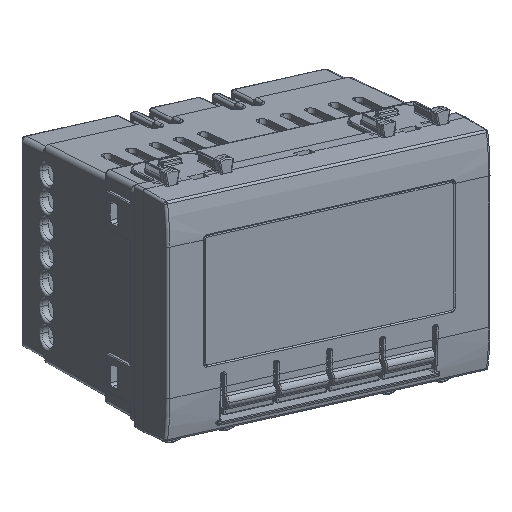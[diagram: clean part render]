
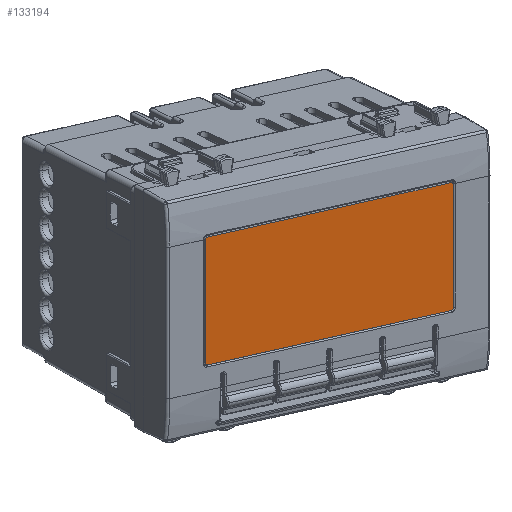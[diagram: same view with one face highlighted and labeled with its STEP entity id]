
A CAD part, top view. The second image highlights one B-rep face of the part: STEP entity #133194.
In plain terms, the highlighted face is planar.
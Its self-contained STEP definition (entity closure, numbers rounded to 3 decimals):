
#132926=CARTESIAN_POINT('Vertex',(-25.3,-11.8,1.)) ;
#132940=CARTESIAN_POINT('Vertex',(25.3,-11.8,1.)) ;
#132943=CARTESIAN_POINT('Line Origine',(0.,-11.8,1.)) ;
#132971=CARTESIAN_POINT('Vertex',(25.8,-11.3,1.)) ;
#132974=CARTESIAN_POINT('Axis2P3D Location',(25.3,-11.3,1.)) ;
#133002=CARTESIAN_POINT('Vertex',(25.8,11.3,1.)) ;
#133005=CARTESIAN_POINT('Line Origine',(25.8,0.,1.)) ;
#133033=CARTESIAN_POINT('Vertex',(25.3,11.8,1.)) ;
#133036=CARTESIAN_POINT('Axis2P3D Location',(25.3,11.3,1.)) ;
#133064=CARTESIAN_POINT('Vertex',(-25.3,11.8,1.)) ;
#133067=CARTESIAN_POINT('Line Origine',(0.,11.8,1.)) ;
#133095=CARTESIAN_POINT('Vertex',(-25.8,11.3,1.)) ;
#133098=CARTESIAN_POINT('Axis2P3D Location',(-25.3,11.3,1.)) ;
#133126=CARTESIAN_POINT('Vertex',(-25.8,-11.3,1.)) ;
#133129=CARTESIAN_POINT('Line Origine',(-25.8,0.,1.)) ;
#133151=CARTESIAN_POINT('Axis2P3D Location',(-25.3,-11.3,1.)) ;
#133179=CARTESIAN_POINT('Axis2P3D Location',(0.,0.,1.)) ;
#132944=DIRECTION('Vector Direction',(1.,0.,0.)) ;
#132975=DIRECTION('Axis2P3D Direction',(0.,0.,1.)) ;
#133006=DIRECTION('Vector Direction',(0.,1.,0.)) ;
#133037=DIRECTION('Axis2P3D Direction',(0.,0.,1.)) ;
#133068=DIRECTION('Vector Direction',(-1.,0.,0.)) ;
#133099=DIRECTION('Axis2P3D Direction',(0.,0.,1.)) ;
#133130=DIRECTION('Vector Direction',(0.,-1.,0.)) ;
#133152=DIRECTION('Axis2P3D Direction',(0.,0.,1.)) ;
#133180=DIRECTION('Axis2P3D Direction',(0.,0.,1.)) ;
#133181=DIRECTION('Axis2P3D XDirection',(1.,0.,0.)) ;
#132976=AXIS2_PLACEMENT_3D('Circle Axis2P3D',#132974,#132975,$) ;
#133038=AXIS2_PLACEMENT_3D('Circle Axis2P3D',#133036,#133037,$) ;
#133100=AXIS2_PLACEMENT_3D('Circle Axis2P3D',#133098,#133099,$) ;
#133153=AXIS2_PLACEMENT_3D('Circle Axis2P3D',#133151,#133152,$) ;
#133182=AXIS2_PLACEMENT_3D('Plane Axis2P3D',#133179,#133180,#133181) ;
#133185=ORIENTED_EDGE('',*,*,#132947,.T.) ;
#133186=ORIENTED_EDGE('',*,*,#132978,.T.) ;
#133187=ORIENTED_EDGE('',*,*,#133009,.T.) ;
#133188=ORIENTED_EDGE('',*,*,#133040,.T.) ;
#133189=ORIENTED_EDGE('',*,*,#133071,.T.) ;
#133190=ORIENTED_EDGE('',*,*,#133102,.T.) ;
#133191=ORIENTED_EDGE('',*,*,#133133,.T.) ;
#133192=ORIENTED_EDGE('',*,*,#133155,.T.) ;
#132945=VECTOR('Line Direction',#132944,1.) ;
#133007=VECTOR('Line Direction',#133006,1.) ;
#133069=VECTOR('Line Direction',#133068,1.) ;
#133131=VECTOR('Line Direction',#133130,1.) ;
#133194=ADVANCED_FACE('PartBody',(#133193),#133183,.T.) ;
#132977=CIRCLE('generated circle',#132976,0.5) ;
#133039=CIRCLE('generated circle',#133038,0.5) ;
#133101=CIRCLE('generated circle',#133100,0.5) ;
#133154=CIRCLE('generated circle',#133153,0.5) ;
#132947=EDGE_CURVE('',#132927,#132941,#132946,.T.) ;
#132978=EDGE_CURVE('',#132941,#132972,#132977,.T.) ;
#133009=EDGE_CURVE('',#132972,#133003,#133008,.T.) ;
#133040=EDGE_CURVE('',#133003,#133034,#133039,.T.) ;
#133071=EDGE_CURVE('',#133034,#133065,#133070,.T.) ;
#133102=EDGE_CURVE('',#133065,#133096,#133101,.T.) ;
#133133=EDGE_CURVE('',#133096,#133127,#133132,.T.) ;
#133155=EDGE_CURVE('',#133127,#132927,#133154,.T.) ;
#133184=EDGE_LOOP('',(#133185,#133186,#133187,#133188,#133189,#133190,#133191,#133192)) ;
#133193=FACE_OUTER_BOUND('',#133184,.T.) ;
#132946=LINE('Line',#132943,#132945) ;
#133008=LINE('Line',#133005,#133007) ;
#133070=LINE('Line',#133067,#133069) ;
#133132=LINE('Line',#133129,#133131) ;
#133183=PLANE('',#133182) ;
#132927=VERTEX_POINT('',#132926) ;
#132941=VERTEX_POINT('',#132940) ;
#132972=VERTEX_POINT('',#132971) ;
#133003=VERTEX_POINT('',#133002) ;
#133034=VERTEX_POINT('',#133033) ;
#133065=VERTEX_POINT('',#133064) ;
#133096=VERTEX_POINT('',#133095) ;
#133127=VERTEX_POINT('',#133126) ;
